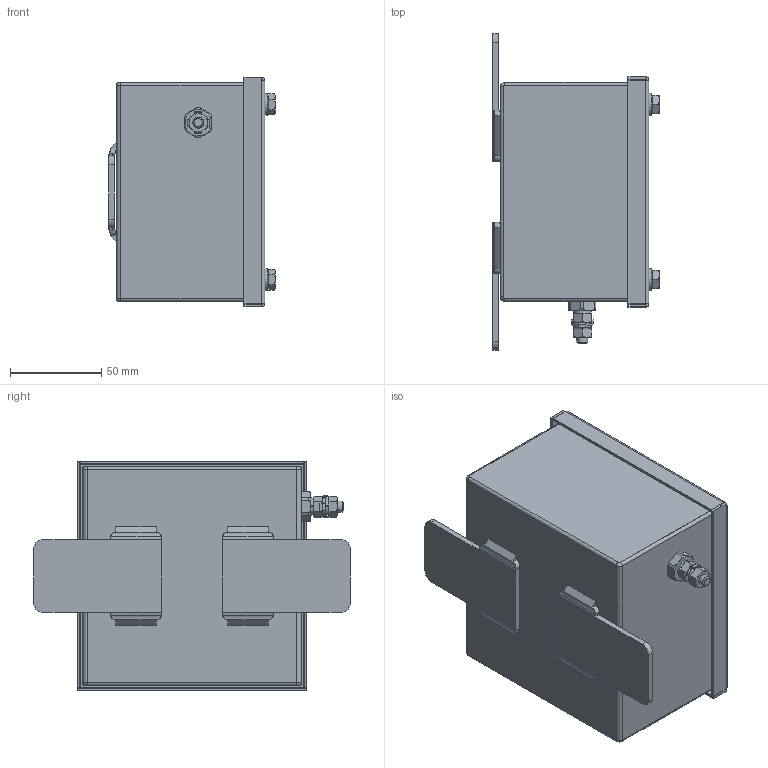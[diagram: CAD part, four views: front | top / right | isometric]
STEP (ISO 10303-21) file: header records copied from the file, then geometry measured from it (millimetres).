
FILE_DESCRIPTION(/* description */ (''),/* implementation_level */ '2;1');
FILE_NAME(/* name */ '920710_EJB1.stp',/* time_stamp */ '2023-08-18T11:00:49+06:00',/* author */ ('pradhakrishnan'),/* organization */ (''),/* preprocessor_version */ 'ST-DEVELOPER v18',/* originating_system */ 'Autodesk Inventor 2020',/* authorisation */ '');
FILE_SCHEMA (('AUTOMOTIVE_DESIGN { 1 0 10303 214 3 1 1 }'));
Length unit declared in the file: millimetre
Products named in the file (1): 920710_EJB1
Bounding box: 91.1 x 173.4 x 126 mm (x, y, z)
Volume: 1200941.2 mm3; surface area: 96754 mm2
Topology: 1 solids, 1 shells, 404 faces, 965 edges, 577 vertices
Faces by surface type: plane 256, cylinder 90, cone 49, bspline 8, torus 1
Full cylindrical faces by diameter (mm): 6 x3, 9.5 x1, 10 x4, 12 x4
Entity records: 12157 total; most frequent: CARTESIAN_POINT 2591, ORIENTED_EDGE 1930, DIRECTION 1915, EDGE_CURVE 965, AXIS2_PLACEMENT_3D 692, VERTEX_POINT 577, LINE 531, VECTOR 531
